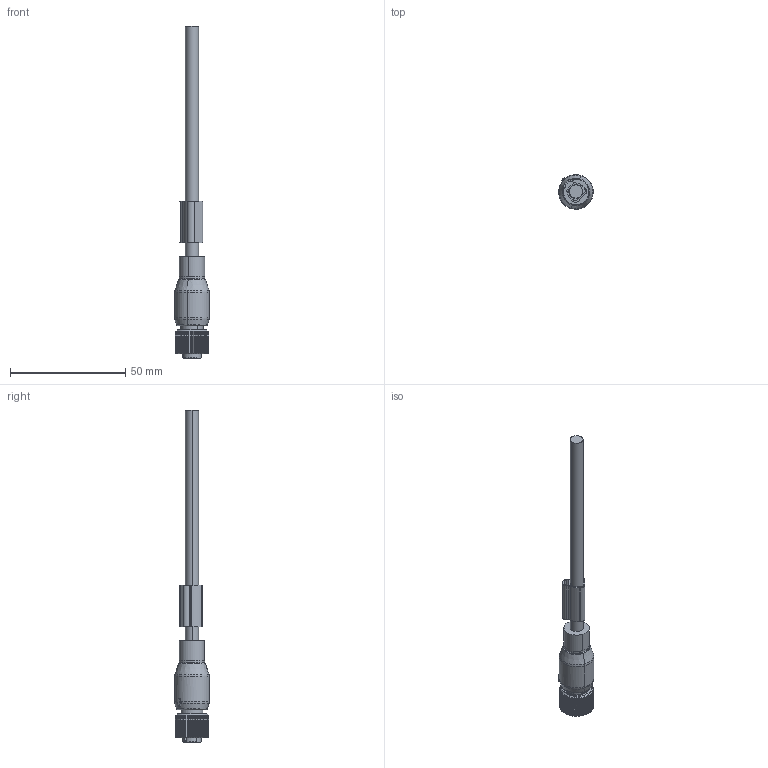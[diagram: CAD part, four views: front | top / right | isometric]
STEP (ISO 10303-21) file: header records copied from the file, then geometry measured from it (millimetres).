
FILE_DESCRIPTION(('CATIA V5 STEP Exchange','CAx-IF Rec.Pracs.--- Model Styling and Organization---1.4--- 2014-01-23'),'2;1');
FILE_NAME ('034144-2_1_9456141000_9456141000.stp','2020-04-03T10:58:22+00:00',('none'),('Weidmueller'),'CATIA Version 5-6 Release 2016 SP3 HF44','CATIA V5 STEP AP214','none');
FILE_SCHEMA(('AUTOMOTIVE_DESIGN { 1 0 10303 214 1 1 1 1 }'));
Length unit declared in the file: millimetre
Products named in the file (1): 9456141000
Bounding box: 14.98 x 14.98 x 144 mm (x, y, z)
Volume: 11076.3 mm3; surface area: 9879.1 mm2
Topology: 23 solids, 23 shells, 982 faces, 2502 edges, 1592 vertices
Faces by surface type: cylinder 385, plane 327, cone 126, torus 92, bspline 48, revolution 4
Entity records: 29557 total; most frequent: CARTESIAN_POINT 8394, ORIENTED_EDGE 4964, DIRECTION 3182, EDGE_CURVE 2482, AXIS2_PLACEMENT_3D 1628, VERTEX_POINT 1592, EDGE_LOOP 1066, CIRCLE 994
